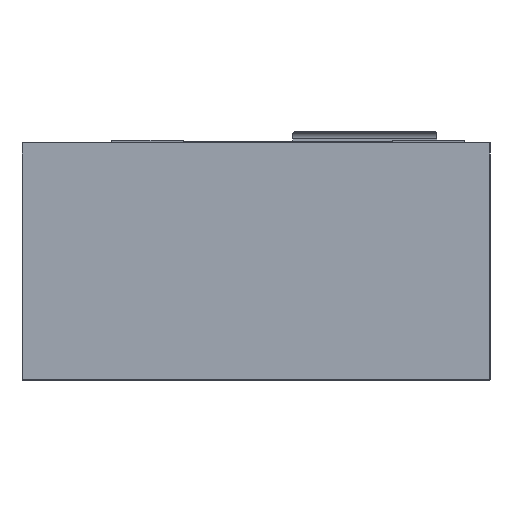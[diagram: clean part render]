
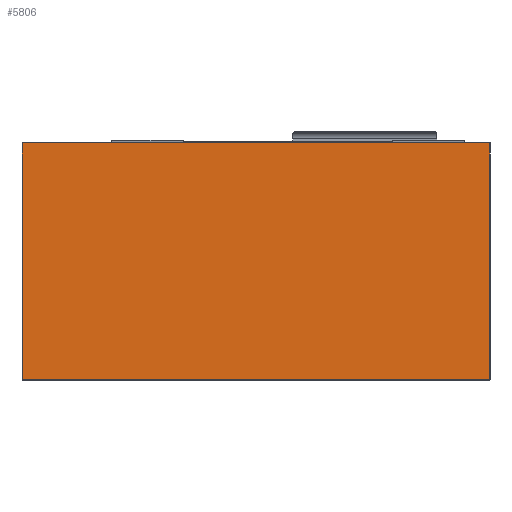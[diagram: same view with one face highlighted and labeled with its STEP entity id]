
A CAD part, left-side view. The second image highlights one B-rep face of the part: STEP entity #5806.
In plain terms, the highlighted planar face has unit normal (-1, 0, 0).
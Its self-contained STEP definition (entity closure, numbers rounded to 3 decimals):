
#446 = CARTESIAN_POINT ( 'NONE',  ( -750., 1300., -659. ) ) ;
#512 = CARTESIAN_POINT ( 'NONE',  ( -750., 1299., -100. ) ) ;
#729 = VERTEX_POINT ( 'NONE', #4200 ) ;
#967 = DIRECTION ( 'NONE',  ( 0., 0., 1. ) ) ;
#1193 = VECTOR ( 'NONE', #967, 1000. ) ;
#1210 = ORIENTED_EDGE ( 'NONE', *, *, #1558, .T. ) ;
#1236 = EDGE_CURVE ( 'NONE', #1718, #729, #2370, .T. ) ;
#1339 = VECTOR ( 'NONE', #4496, 1000. ) ;
#1366 = VECTOR ( 'NONE', #8754, 1000. ) ;
#1558 = EDGE_CURVE ( 'NONE', #729, #1864, #5075, .T. ) ;
#1718 = VERTEX_POINT ( 'NONE', #6025 ) ;
#1864 = VERTEX_POINT ( 'NONE', #6957 ) ;
#2206 = FACE_OUTER_BOUND ( 'NONE', #4908, .T. ) ;
#2370 = LINE ( 'NONE', #446, #1339 ) ;
#2775 = CARTESIAN_POINT ( 'NONE',  ( -750., 1299., -1. ) ) ;
#3300 = EDGE_CURVE ( 'NONE', #4697, #1718, #6694, .T. ) ;
#3444 = LINE ( 'NONE', #7645, #4729 ) ;
#4200 = CARTESIAN_POINT ( 'NONE',  ( -750., 1., -659. ) ) ;
#4290 = DIRECTION ( 'NONE',  ( 1., 0., 0. ) ) ;
#4344 = ORIENTED_EDGE ( 'NONE', *, *, #8143, .T. ) ;
#4496 = DIRECTION ( 'NONE',  ( 0., -1., 0. ) ) ;
#4697 = VERTEX_POINT ( 'NONE', #2775 ) ;
#4729 = VECTOR ( 'NONE', #6210, 1000. ) ;
#4908 = EDGE_LOOP ( 'NONE', ( #1210, #4344, #5925, #5747 ) ) ;
#4975 = PLANE ( 'NONE',  #4990 ) ;
#4990 = AXIS2_PLACEMENT_3D ( 'NONE', #7715, #4290, #5233 ) ;
#5075 = LINE ( 'NONE', #7815, #1193 ) ;
#5233 = DIRECTION ( 'NONE',  ( 0., 0., -1. ) ) ;
#5747 = ORIENTED_EDGE ( 'NONE', *, *, #1236, .T. ) ;
#5806 = ADVANCED_FACE ( 'Fl�che5', ( #2206 ), #4975, .F. ) ;
#5925 = ORIENTED_EDGE ( 'NONE', *, *, #3300, .T. ) ;
#6025 = CARTESIAN_POINT ( 'NONE',  ( -750., 1299., -659. ) ) ;
#6210 = DIRECTION ( 'NONE',  ( 0., 1., 0. ) ) ;
#6694 = LINE ( 'NONE', #512, #1366 ) ;
#6957 = CARTESIAN_POINT ( 'NONE',  ( -750., 1., -1. ) ) ;
#7645 = CARTESIAN_POINT ( 'NONE',  ( -750., 1300., -1. ) ) ;
#7715 = CARTESIAN_POINT ( 'NONE',  ( -750., 1300., -100. ) ) ;
#7815 = CARTESIAN_POINT ( 'NONE',  ( -750., 1., 0. ) ) ;
#8143 = EDGE_CURVE ( 'NONE', #1864, #4697, #3444, .T. ) ;
#8754 = DIRECTION ( 'NONE',  ( 0., 0., -1. ) ) ;
